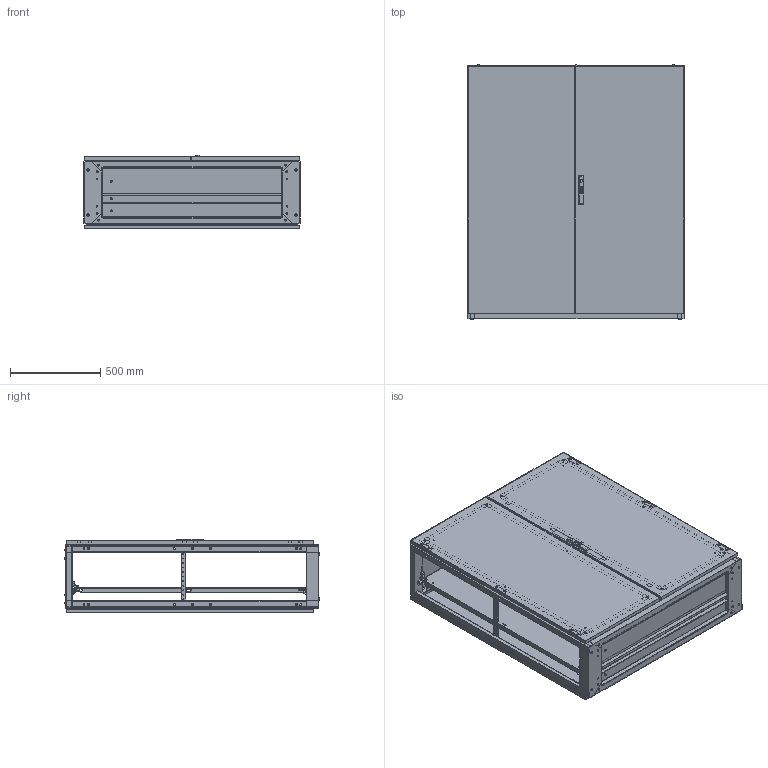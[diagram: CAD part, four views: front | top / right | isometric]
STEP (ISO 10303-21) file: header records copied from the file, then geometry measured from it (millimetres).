
FILE_DESCRIPTION (( 'STEP AP214' ), '1' );
FILE_NAME ('0395-1214-40-17.STEP', '2014-12-02T10:19:05', ( '' ), ( '' ), 'SwSTEP 2.0', 'SolidWorks 2014', '' );
FILE_SCHEMA (( 'AUTOMOTIVE_DESIGN' ));
Length unit declared in the file: millimetre
Products named in the file (20): Bodenplatte mitte 0395 (Modell) B 1200 T 400; Bodenplatte hinten 0395 (Modell) B 1200; Rueckwand 0395 (Modell) B 1200 H 1400; Dachplatte 0395 (Modell) B 1200 T 400; Schrankgrundgestell 0395 (Modell) B 1200 H 1400 T 400; Strebe rechts vorne-hinten 0395 (Modell) H 1400; Tuere LP 0395 (Modell) B 1200 H 1400; Tuere GG 0395 (Modell) B 1200 H 1400; Strebe links vorne-hinten 0395 (Modell) H 1400; Montageplatte kpl 0348 (Modell) B 1200 H 1400; Dach 0395 (Modell) B 1200 T 400; Arretierwinkel kpl rechts (Modell) 1200; Bodenblech 0395 (Modell) B 1200 T 400; Arretierwinkel kpl links (Modell) 1200; Rasthalterung kpl rechts (Modell) 1200; 0395-1214-40-17; Rasthalterung kpl links (Modell) 1200; Montageplatte 0348 (Modell) B 1200 H 1400; Tiefenstrebe 0396 (Modell) T 400; Bodenplatte vorne 0395 (Modell) B 1200 T 400
Assembly tree (22 placements, depth 3):
  0395-1214-40-17
    Schrankgrundgestell 0395 (Modell) B 1200 H 1400 T 400
      Bodenblech 0395 (Modell) B 1200 T 400
      Dach 0395 (Modell) B 1200 T 400
      Strebe links vorne-hinten 0395 (Modell) H 1400  x2
      Strebe rechts vorne-hinten 0395 (Modell) H 1400  x2
    Dachplatte 0395 (Modell) B 1200 T 400
    Rueckwand 0395 (Modell) B 1200 H 1400
    Bodenplatte hinten 0395 (Modell) B 1200
    Bodenplatte mitte 0395 (Modell) B 1200 T 400
    Bodenplatte vorne 0395 (Modell) B 1200 T 400
    Tiefenstrebe 0396 (Modell) T 400  x2
    Montageplatte kpl 0348 (Modell) B 1200 H 1400
      Montageplatte 0348 (Modell) B 1200 H 1400
      Rasthalterung kpl links (Modell) 1200
      Rasthalterung kpl rechts (Modell) 1200
      Arretierwinkel kpl links (Modell) 1200
      Arretierwinkel kpl rechts (Modell) 1200
    Tuere GG 0395 (Modell) B 1200 H 1400
    Tuere LP 0395 (Modell) B 1200 H 1400
Bounding box: 1200 x 1407.6 x 408.5 mm (x, y, z)
Volume: 17763746.8 mm3; surface area: 16811836.2 mm2
Topology: 36 solids, 38 shells, 3773 faces, 10027 edges, 6628 vertices
Faces by surface type: plane 1996, cylinder 1657, cone 120
Entity records: 141987 total; most frequent: CARTESIAN_POINT 19800, DIRECTION 19763, ORIENTED_EDGE 18868, EDGE_CURVE 9434, AXIS2_PLACEMENT_3D 6889, VERTEX_POINT 6234, LINE 5985, VECTOR 5985
